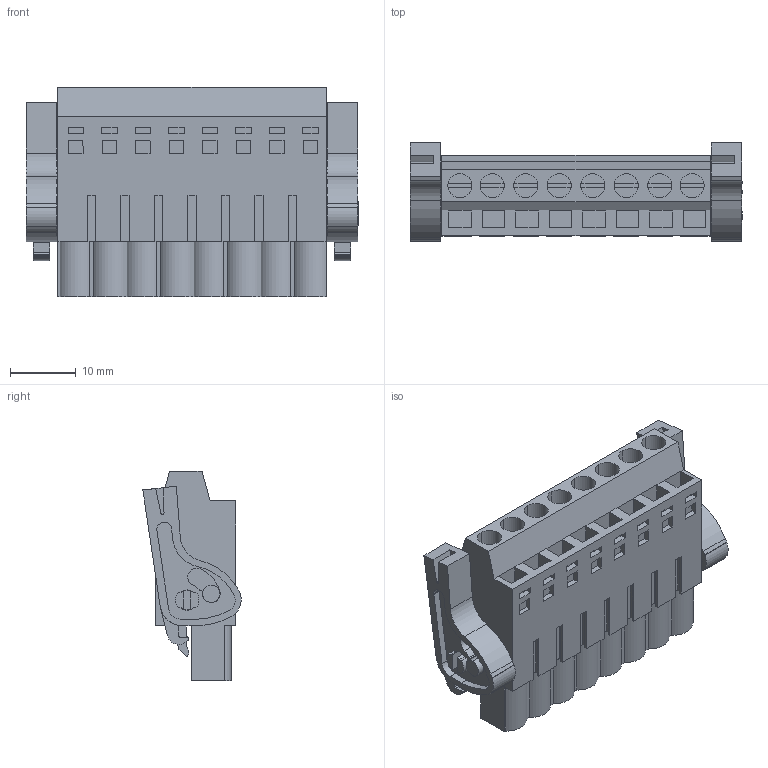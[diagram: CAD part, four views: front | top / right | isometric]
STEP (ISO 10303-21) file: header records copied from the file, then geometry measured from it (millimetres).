
FILE_DESCRIPTION(('CATIA V5 STEP Exchange','CAx-IF Rec.Pracs.--- Model Styling and Organization---1.2---2011-12-15'),'2;1');
FILE_NAME ('D1458699_0_1890280000_1890280000.stp','2017-10-31T20:51:28+00:00',('none'),('Weidmueller'),'CATIA Version 5-6 Release 2014','CATIA V5 STEP AP214','none');
FILE_SCHEMA(('AUTOMOTIVE_DESIGN { 1 0 10303 214 1 1 1 1 }'));
Length unit declared in the file: millimetre
Products named in the file (1): 1890280000
Bounding box: 50.34 x 14.91 x 31.8 mm (x, y, z)
Volume: 12071.3 mm3; surface area: 8105.6 mm2
Topology: 11 solids, 11 shells, 691 faces, 1912 edges, 1295 vertices
Faces by surface type: plane 535, cylinder 156
Entity records: 21815 total; most frequent: CARTESIAN_POINT 4304, ORIENTED_EDGE 3824, DIRECTION 2837, EDGE_CURVE 1912, VECTOR 1548, LINE 1548, VERTEX_POINT 1295, AXIS2_PLACEMENT_3D 793
